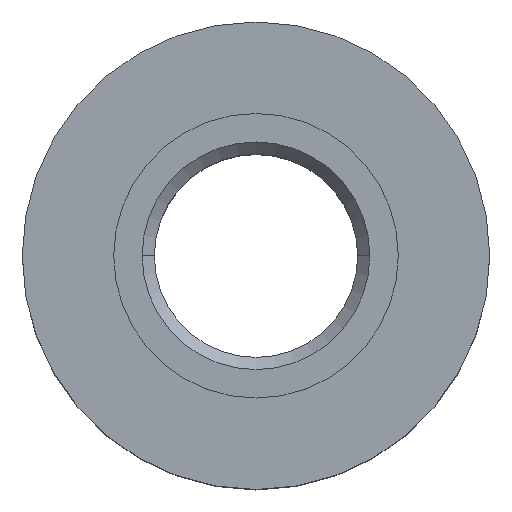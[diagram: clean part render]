
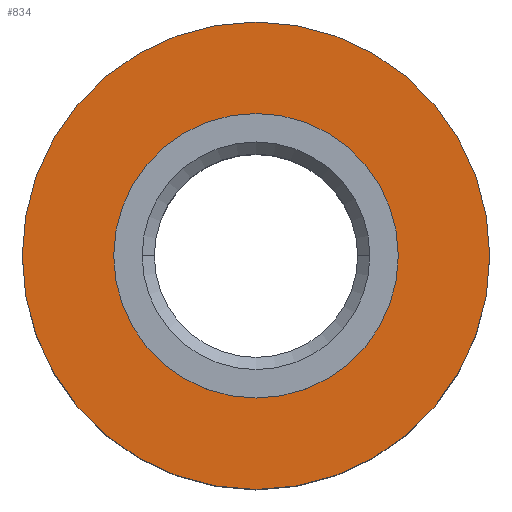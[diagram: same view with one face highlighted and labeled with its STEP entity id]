
A CAD part, top view. The second image highlights one B-rep face of the part: STEP entity #834.
In plain terms, the highlighted planar face has unit normal (0, 0, 1).
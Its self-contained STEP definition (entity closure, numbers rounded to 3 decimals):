
#34 = VERTEX_POINT ( 'NONE', #1595 ) ;
#35 = VERTEX_POINT ( 'NONE', #1596 ) ;
#43 = VERTEX_POINT ( 'NONE', #1604 ) ;
#52 = VERTEX_POINT ( 'NONE', #1613 ) ;
#404 = DIRECTION ( 'NONE',  ( 0., 0., -1. ) ) ;
#406 = CARTESIAN_POINT ( 'NONE',  ( 0., 5.75, 3.3 ) ) ;
#408 = PLANE ( 'NONE',  #1865 ) ;
#410 = DIRECTION ( 'NONE',  ( -1., 0., 0. ) ) ;
#834 = ADVANCED_FACE ( 'NONE', ( #1540, #4911 ), #408, .F. ) ;
#1135 = CARTESIAN_POINT ( 'NONE',  ( 0., 0., 3.3 ) ) ;
#1136 = DIRECTION ( 'NONE',  ( 0., 0., -1. ) ) ;
#1137 = DIRECTION ( 'NONE',  ( -1., 0., 0. ) ) ;
#1259 = CIRCLE ( 'NONE', #4004, 5.75 ) ;
#1267 = CIRCLE ( 'NONE', #4007, 3.5 ) ;
#1540 = FACE_BOUND ( 'NONE', #2820, .T. ) ;
#1595 = CARTESIAN_POINT ( 'NONE',  ( 3.5, 0., 3.3 ) ) ;
#1596 = CARTESIAN_POINT ( 'NONE',  ( -3.5, 0., 3.3 ) ) ;
#1604 = CARTESIAN_POINT ( 'NONE',  ( -5.75, 0., 3.3 ) ) ;
#1613 = CARTESIAN_POINT ( 'NONE',  ( 5.75, 0., 3.3 ) ) ;
#1865 = AXIS2_PLACEMENT_3D ( 'NONE', #406, #404, #410 ) ;
#1953 = ORIENTED_EDGE ( 'NONE', *, *, #2538, .T. ) ;
#1954 = ORIENTED_EDGE ( 'NONE', *, *, #2508, .T. ) ;
#1956 = ORIENTED_EDGE ( 'NONE', *, *, #2544, .T. ) ;
#1958 = ORIENTED_EDGE ( 'NONE', *, *, #2500, .T. ) ;
#2213 = CARTESIAN_POINT ( 'NONE',  ( 0., 0., 3.3 ) ) ;
#2214 = DIRECTION ( 'NONE',  ( 0., 0., -1. ) ) ;
#2215 = DIRECTION ( 'NONE',  ( -1., 0., 0. ) ) ;
#2233 = CARTESIAN_POINT ( 'NONE',  ( 0., 0., 3.3 ) ) ;
#2234 = DIRECTION ( 'NONE',  ( 0., 0., 1. ) ) ;
#2235 = DIRECTION ( 'NONE',  ( 1., 0., 0. ) ) ;
#2306 = CARTESIAN_POINT ( 'NONE',  ( 0., 0., 3.3 ) ) ;
#2307 = DIRECTION ( 'NONE',  ( 0., 0., 1. ) ) ;
#2308 = DIRECTION ( 'NONE',  ( 1., 0., 0. ) ) ;
#2500 = EDGE_CURVE ( 'NONE', #35, #34, #2635, .T. ) ;
#2508 = EDGE_CURVE ( 'NONE', #52, #43, #2641, .T. ) ;
#2538 = EDGE_CURVE ( 'NONE', #43, #52, #1259, .T. ) ;
#2544 = EDGE_CURVE ( 'NONE', #34, #35, #1267, .T. ) ;
#2635 = CIRCLE ( 'NONE', #3987, 3.5 ) ;
#2641 = CIRCLE ( 'NONE', #3991, 5.75 ) ;
#2820 = EDGE_LOOP ( 'NONE', ( #1958, #1956 ) ) ;
#2840 = EDGE_LOOP ( 'NONE', ( #1954, #1953 ) ) ;
#3987 = AXIS2_PLACEMENT_3D ( 'NONE', #2213, #2214, #2215 ) ;
#3991 = AXIS2_PLACEMENT_3D ( 'NONE', #2233, #2234, #2235 ) ;
#4004 = AXIS2_PLACEMENT_3D ( 'NONE', #2306, #2307, #2308 ) ;
#4007 = AXIS2_PLACEMENT_3D ( 'NONE', #1135, #1136, #1137 ) ;
#4911 = FACE_OUTER_BOUND ( 'NONE', #2840, .T. ) ;
